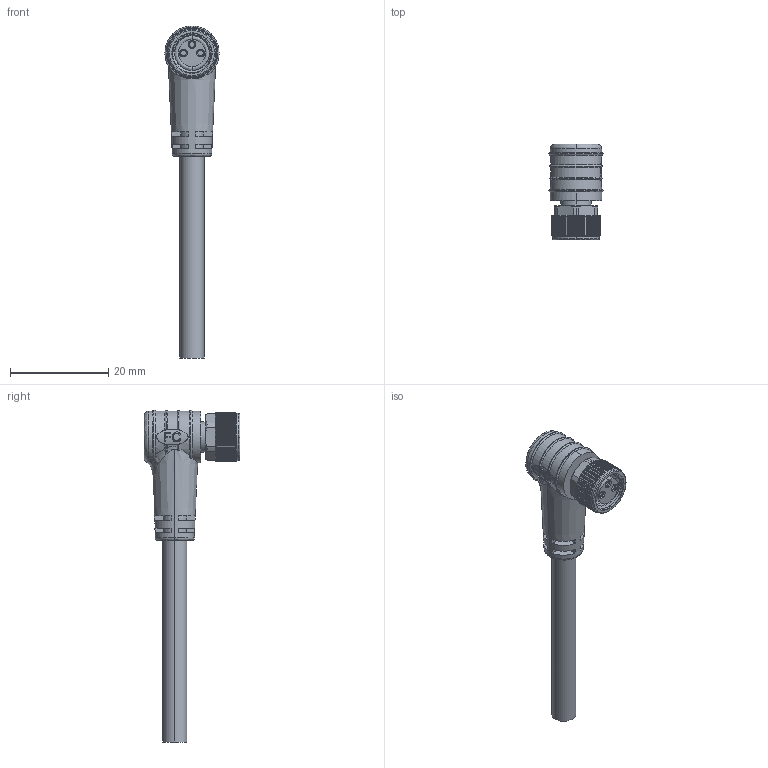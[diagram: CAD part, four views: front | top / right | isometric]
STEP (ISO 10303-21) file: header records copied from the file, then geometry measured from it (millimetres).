
FILE_DESCRIPTION (( 'STEP AP203' ), '1' );
FILE_NAME ('P31.STEP', '2020-03-30T07:26:25', ( 'edpusr' ), ( 'Microsoft' ), 'SwSTEP 2.0', 'SolidWorks 2015', '' );
FILE_SCHEMA (( 'CONFIG_CONTROL_DESIGN' ));
Length unit declared in the file: millimetre
Products named in the file (1): P31
Bounding box: 11 x 19.5 x 67.5 mm (x, y, z)
Volume: 3090.4 mm3; surface area: 2417.9 mm2
Topology: 1 solids, 1 shells, 486 faces, 1366 edges, 899 vertices
Faces by surface type: cylinder 242, plane 165, bspline 54, cone 21, torus 4
Entity records: 20675 total; most frequent: CARTESIAN_POINT 9098, ORIENTED_EDGE 2722, DIRECTION 1979, EDGE_CURVE 1361, VERTEX_POINT 899, AXIS2_PLACEMENT_3D 724, VECTOR 531, LINE 531
